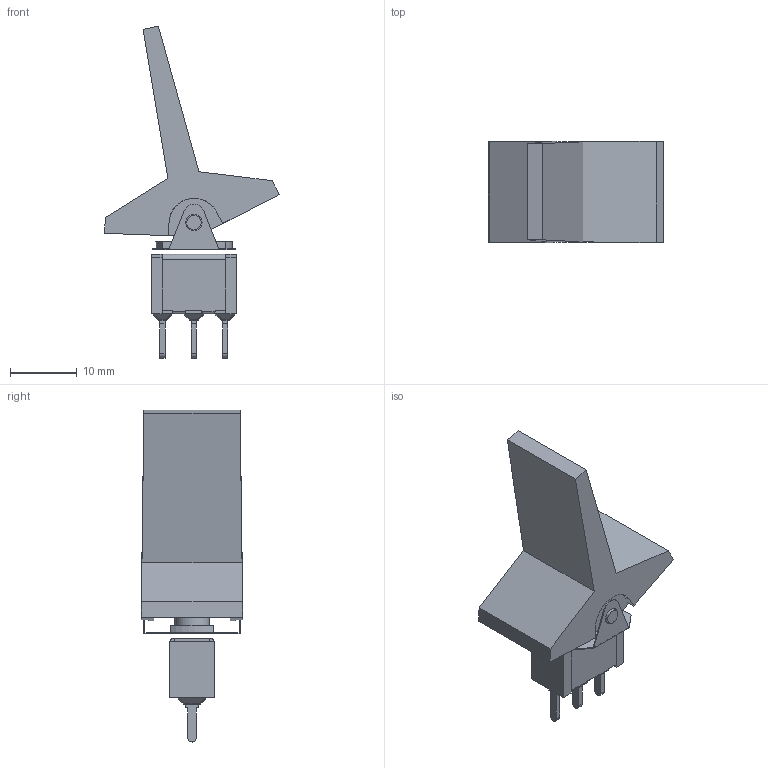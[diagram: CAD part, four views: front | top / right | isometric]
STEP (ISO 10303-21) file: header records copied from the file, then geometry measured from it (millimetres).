
FILE_DESCRIPTION(/* description */ (''),/* implementation_level */ '2;1');
FILE_NAME(/* name */ '300SPxJ4xxxM2xE.stp',/* time_stamp */ '2025-05-09T11:04:25-05:00',/* author */ ('mroman'),/* organization */ (''),/* preprocessor_version */ 'ST-DEVELOPER v18.1',/* originating_system */ 'Autodesk Inventor 2022',/* authorisation */ '');
FILE_SCHEMA (('AUTOMOTIVE_DESIGN { 1 0 10303 214 3 1 1 }'));
Length unit declared in the file: inch
Products named in the file (1): 300SPxJ4xxxM2xE
Bounding box: 26.16 x 15.17 x 49.62 mm (x, y, z)
Volume: 2418.2 mm3; surface area: 4116.3 mm2
Topology: 3 solids, 7 shells, 258 faces, 638 edges, 388 vertices
Faces by surface type: plane 195, cylinder 51, sphere 12
Full cylindrical faces by diameter (mm): 0.55 x2, 2.15 x2, 2.45 x2, 3.2 x1, 5.2 x1
Entity records: 7437 total; most frequent: CARTESIAN_POINT 1273, DIRECTION 1258, ORIENTED_EDGE 1252, EDGE_CURVE 626, LINE 512, VECTOR 512, VERTEX_POINT 388, AXIS2_PLACEMENT_3D 373
